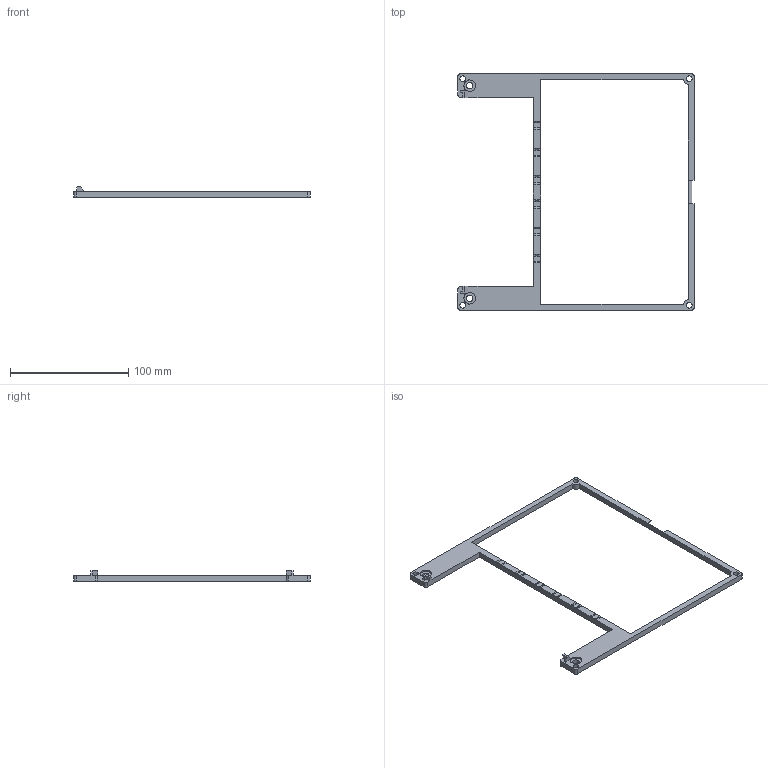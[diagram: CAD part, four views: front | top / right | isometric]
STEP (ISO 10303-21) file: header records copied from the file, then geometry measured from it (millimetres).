
FILE_DESCRIPTION(/* description */ (''),/* implementation_level */ '2;1');
FILE_NAME(/* name */ 'backpack-base-frame.step',/* time_stamp */ '2024-08-26T22:33:48+02:00',/* author */ (''),/* organization */ (''),/* preprocessor_version */ 'ST-DEVELOPER v20',/* originating_system */ 'Autodesk Translation Framework v13.14.0.145',/* authorisation */ '');
FILE_SCHEMA (('AUTOMOTIVE_DESIGN { 1 0 10303 214 3 1 1 }'));
Length unit declared in the file: millimetre
Products named in the file (1): backpack-base-frame
Bounding box: 200 x 200 x 9 mm (x, y, z)
Volume: 29008.6 mm3; surface area: 20510.3 mm2
Topology: 1 solids, 1 shells, 75 faces, 216 edges, 142 vertices
Faces by surface type: plane 47, cylinder 28
Full cylindrical faces by diameter (mm): 4.7 x4, 5.4 x2, 9.8 x2
Entity records: 2561 total; most frequent: CARTESIAN_POINT 434, ORIENTED_EDGE 432, DIRECTION 428, EDGE_CURVE 216, LINE 156, VECTOR 156, VERTEX_POINT 142, AXIS2_PLACEMENT_3D 136
